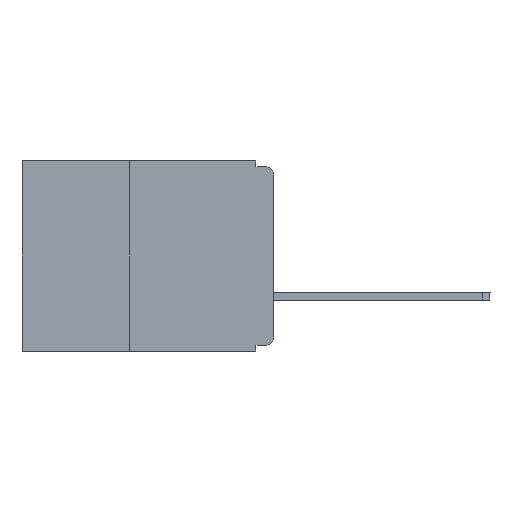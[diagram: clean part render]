
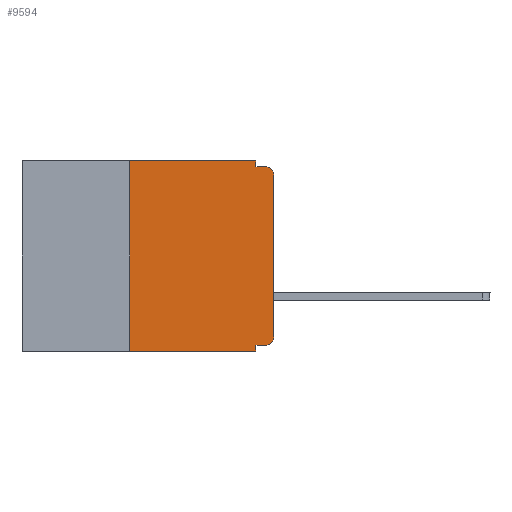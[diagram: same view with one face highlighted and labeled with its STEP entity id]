
A CAD part, left-side view. The second image highlights one B-rep face of the part: STEP entity #9594.
In plain terms, the highlighted planar face has unit normal (-1, 0, 0).
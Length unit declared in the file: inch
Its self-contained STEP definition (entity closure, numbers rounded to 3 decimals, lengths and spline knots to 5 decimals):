
#28 = EDGE_CURVE ( 'NONE', #4026, #10908, #5980, .T. ) ;
#234 = CARTESIAN_POINT ( 'NONE',  ( 0., 0., -0.01 ) ) ;
#679 = CARTESIAN_POINT ( 'NONE',  ( 0., 0.031, -0.01 ) ) ;
#769 = CARTESIAN_POINT ( 'NONE',  ( 0., 0.031, -0.33 ) ) ;
#812 = VECTOR ( 'NONE', #7535, 39.37008 ) ;
#827 = DIRECTION ( 'NONE',  ( 0., -1., 0. ) ) ;
#1004 = DIRECTION ( 'NONE',  ( -1., 0., 0. ) ) ;
#1552 = DIRECTION ( 'NONE',  ( 0., 0., 1. ) ) ;
#1799 = CIRCLE ( 'NONE', #3802, 0.015 ) ;
#1915 = EDGE_CURVE ( 'NONE', #10722, #4026, #10128, .T. ) ;
#2026 = EDGE_CURVE ( 'NONE', #8222, #3974, #5098, .T. ) ;
#2051 = DIRECTION ( 'NONE',  ( 0., 0., -1. ) ) ;
#2136 = LINE ( 'NONE', #8287, #812 ) ;
#2146 = VECTOR ( 'NONE', #2051, 39.37008 ) ;
#2245 = CARTESIAN_POINT ( 'NONE',  ( 0., 0.437, 0. ) ) ;
#2273 = CARTESIAN_POINT ( 'NONE',  ( 0., 0.25, 0. ) ) ;
#2415 = VECTOR ( 'NONE', #827, 39.37008 ) ;
#2602 = VECTOR ( 'NONE', #10716, 39.37008 ) ;
#2706 = ORIENTED_EDGE ( 'NONE', *, *, #7165, .T. ) ;
#2738 = DIRECTION ( 'NONE',  ( -1., 0., 0. ) ) ;
#3076 = PLANE ( 'NONE',  #7630 ) ;
#3093 = DIRECTION ( 'NONE',  ( 0., -1., 0. ) ) ;
#3144 = VECTOR ( 'NONE', #3093, 39.37008 ) ;
#3169 = VERTEX_POINT ( 'NONE', #7511 ) ;
#3270 = DIRECTION ( 'NONE',  ( 0., 0., -1. ) ) ;
#3307 = FACE_OUTER_BOUND ( 'NONE', #4531, .T. ) ;
#3414 = ORIENTED_EDGE ( 'NONE', *, *, #4894, .F. ) ;
#3498 = LINE ( 'NONE', #7646, #2415 ) ;
#3582 = CARTESIAN_POINT ( 'NONE',  ( 0., 0.015, -0.01 ) ) ;
#3802 = AXIS2_PLACEMENT_3D ( 'NONE', #10440, #1004, #7064 ) ;
#3974 = VERTEX_POINT ( 'NONE', #679 ) ;
#4026 = VERTEX_POINT ( 'NONE', #9611 ) ;
#4107 = DIRECTION ( 'NONE',  ( 0., 0., -1. ) ) ;
#4204 = VERTEX_POINT ( 'NONE', #5486 ) ;
#4210 = CARTESIAN_POINT ( 'NONE',  ( 0., 0., -0.305 ) ) ;
#4377 = DIRECTION ( 'NONE',  ( 0., 0., -1. ) ) ;
#4531 = EDGE_LOOP ( 'NONE', ( #6059, #6771, #9701, #4788, #3414, #5891, #2706, #11171, #9847, #8361 ) ) ;
#4681 = VERTEX_POINT ( 'NONE', #4210 ) ;
#4788 = ORIENTED_EDGE ( 'NONE', *, *, #2026, .F. ) ;
#4894 = EDGE_CURVE ( 'NONE', #10057, #8222, #8833, .T. ) ;
#4963 = CARTESIAN_POINT ( 'NONE',  ( 0., 0.015, -0.32 ) ) ;
#5098 = LINE ( 'NONE', #11051, #5787 ) ;
#5362 = VECTOR ( 'NONE', #7005, 39.37008 ) ;
#5384 = EDGE_CURVE ( 'NONE', #3974, #9278, #8039, .T. ) ;
#5486 = CARTESIAN_POINT ( 'NONE',  ( 0., 0., -0.025 ) ) ;
#5787 = VECTOR ( 'NONE', #3270, 39.37008 ) ;
#5891 = ORIENTED_EDGE ( 'NONE', *, *, #9725, .F. ) ;
#5907 = CARTESIAN_POINT ( 'NONE',  ( 0., 0.25, -0.33 ) ) ;
#5980 = LINE ( 'NONE', #7273, #2146 ) ;
#6059 = ORIENTED_EDGE ( 'NONE', *, *, #7056, .T. ) ;
#6315 = CARTESIAN_POINT ( 'NONE',  ( 0., 0.031, 0. ) ) ;
#6771 = ORIENTED_EDGE ( 'NONE', *, *, #9741, .T. ) ;
#6847 = VECTOR ( 'NONE', #1552, 39.37008 ) ;
#7005 = DIRECTION ( 'NONE',  ( 0., 1., 0. ) ) ;
#7056 = EDGE_CURVE ( 'NONE', #4681, #4204, #2136, .T. ) ;
#7064 = DIRECTION ( 'NONE',  ( 0., 0., -1. ) ) ;
#7165 = EDGE_CURVE ( 'NONE', #3169, #10908, #3498, .T. ) ;
#7273 = CARTESIAN_POINT ( 'NONE',  ( 0., 0.031, -0.33 ) ) ;
#7511 = CARTESIAN_POINT ( 'NONE',  ( 0., 0.25, -0.33 ) ) ;
#7535 = DIRECTION ( 'NONE',  ( 0., 0., 1. ) ) ;
#7630 = AXIS2_PLACEMENT_3D ( 'NONE', #2245, #9265, #4107 ) ;
#7646 = CARTESIAN_POINT ( 'NONE',  ( 0., 0.437, -0.33 ) ) ;
#7830 = CARTESIAN_POINT ( 'NONE',  ( 0., 0., -0.32 ) ) ;
#7917 = CIRCLE ( 'NONE', #9368, 0.015 ) ;
#8039 = LINE ( 'NONE', #234, #2602 ) ;
#8222 = VERTEX_POINT ( 'NONE', #6315 ) ;
#8287 = CARTESIAN_POINT ( 'NONE',  ( 0., 0., 0. ) ) ;
#8361 = ORIENTED_EDGE ( 'NONE', *, *, #10299, .T. ) ;
#8833 = LINE ( 'NONE', #9978, #3144 ) ;
#9265 = DIRECTION ( 'NONE',  ( 1., 0., 0. ) ) ;
#9278 = VERTEX_POINT ( 'NONE', #3582 ) ;
#9368 = AXIS2_PLACEMENT_3D ( 'NONE', #9604, #2738, #4377 ) ;
#9594 = ADVANCED_FACE ( 'NONE', ( #3307 ), #3076, .F. ) ;
#9604 = CARTESIAN_POINT ( 'NONE',  ( 0., 0.015, -0.025 ) ) ;
#9611 = CARTESIAN_POINT ( 'NONE',  ( 0., 0.031, -0.32 ) ) ;
#9678 = LINE ( 'NONE', #5907, #6847 ) ;
#9701 = ORIENTED_EDGE ( 'NONE', *, *, #5384, .F. ) ;
#9725 = EDGE_CURVE ( 'NONE', #3169, #10057, #9678, .T. ) ;
#9741 = EDGE_CURVE ( 'NONE', #4204, #9278, #7917, .T. ) ;
#9847 = ORIENTED_EDGE ( 'NONE', *, *, #1915, .F. ) ;
#9978 = CARTESIAN_POINT ( 'NONE',  ( 0., 0.437, 0. ) ) ;
#10057 = VERTEX_POINT ( 'NONE', #2273 ) ;
#10128 = LINE ( 'NONE', #7830, #5362 ) ;
#10299 = EDGE_CURVE ( 'NONE', #10722, #4681, #1799, .T. ) ;
#10440 = CARTESIAN_POINT ( 'NONE',  ( 0., 0.015, -0.305 ) ) ;
#10716 = DIRECTION ( 'NONE',  ( 0., -1., 0. ) ) ;
#10722 = VERTEX_POINT ( 'NONE', #4963 ) ;
#10908 = VERTEX_POINT ( 'NONE', #769 ) ;
#11051 = CARTESIAN_POINT ( 'NONE',  ( 0., 0.031, 0. ) ) ;
#11171 = ORIENTED_EDGE ( 'NONE', *, *, #28, .F. ) ;
